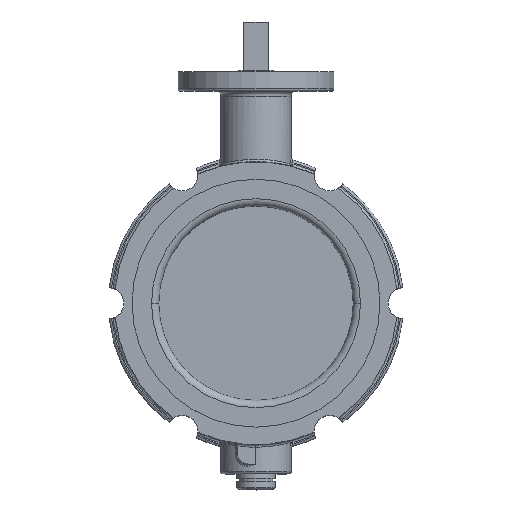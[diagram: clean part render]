
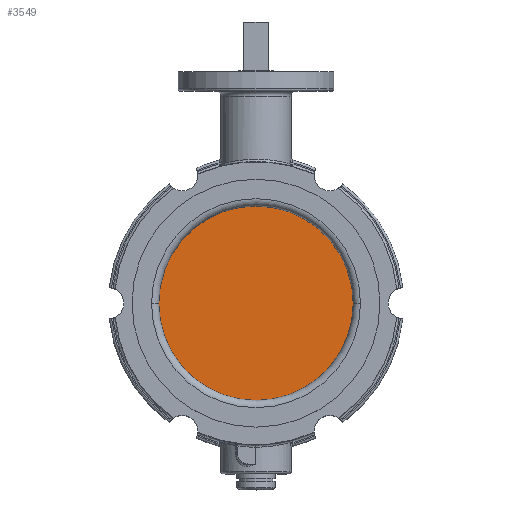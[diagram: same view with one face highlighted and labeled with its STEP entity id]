
A CAD part, top view. The second image highlights one B-rep face of the part: STEP entity #3549.
In plain terms, the highlighted planar face has unit normal (0, 0, 1).
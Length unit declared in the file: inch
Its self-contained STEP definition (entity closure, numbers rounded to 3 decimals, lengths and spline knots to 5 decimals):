
#54=CARTESIAN_POINT('',(0.,0.,0.0625));
#55=DIRECTION('',(0.,0.,1.));
#56=DIRECTION('',(1.,0.,0.));
#57=AXIS2_PLACEMENT_3D('',#54,#55,#56);
#88=CARTESIAN_POINT('',(0.,0.,0.0625));
#89=DIRECTION('',(0.,0.,1.));
#90=DIRECTION('',(-1.,0.,0.));
#91=AXIS2_PLACEMENT_3D('',#88,#89,#90);
#3292=CARTESIAN_POINT('',(-2.5,0.,0.0625));
#3293=CARTESIAN_POINT('',(2.5,0.,0.0625));
#3294=VERTEX_POINT('',#3292);
#3295=VERTEX_POINT('',#3293);
#3540=CARTESIAN_POINT('',(0.,0.,0.0625));
#3541=DIRECTION('',(0.,0.,1.));
#3542=DIRECTION('',(1.,0.,0.));
#3543=AXIS2_PLACEMENT_3D('',#3540,#3541,#3542);
#3544=PLANE('',#3543);
#3545=ORIENTED_EDGE('',*,*,#3521,.F.);
#3546=ORIENTED_EDGE('',*,*,#3463,.F.);
#3547=EDGE_LOOP('',(#3545,#3546));
#3548=FACE_OUTER_BOUND('',#3547,.F.);
#58=CIRCLE('',#57,2.5);
#92=CIRCLE('',#91,2.5);
#3463=EDGE_CURVE('',#3295,#3294,#58,.T.);
#3521=EDGE_CURVE('',#3294,#3295,#92,.T.);
#3549=ADVANCED_FACE('',(#3548),#3544,.T.);
